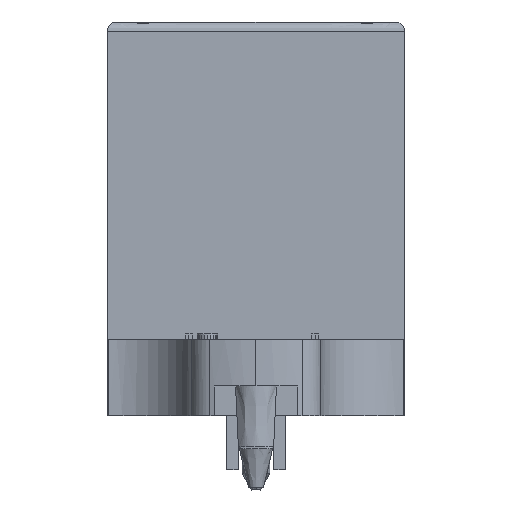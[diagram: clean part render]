
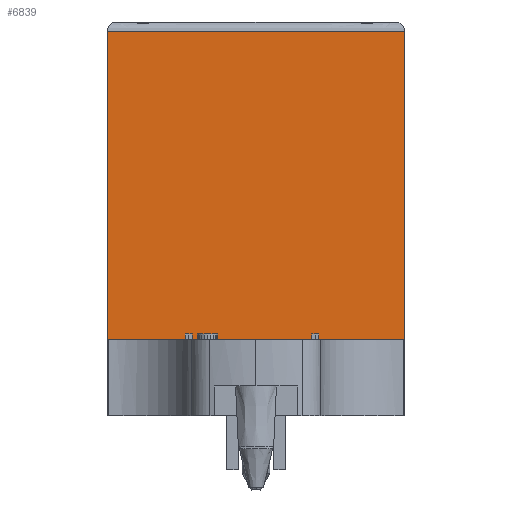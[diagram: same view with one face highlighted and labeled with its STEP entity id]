
A CAD part, left-side view. The second image highlights one B-rep face of the part: STEP entity #6839.
In plain terms, the highlighted planar face has unit normal (-1, 0, 0).
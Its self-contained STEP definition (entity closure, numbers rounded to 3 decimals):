
#198=PLANE('',#20328);
#6839=ADVANCED_FACE('',(#7396),#198,.T.);
#7396=FACE_OUTER_BOUND('',#7999,.T.);
#7999=EDGE_LOOP('',(#9378,#9379,#9380,#9381,#9382,#9383,#9384,#9385));
#9378=ORIENTED_EDGE('',*,*,#12304,.F.);
#9379=ORIENTED_EDGE('',*,*,#12307,.T.);
#9380=ORIENTED_EDGE('',*,*,#12308,.T.);
#9381=ORIENTED_EDGE('',*,*,#12309,.T.);
#9382=ORIENTED_EDGE('',*,*,#12310,.T.);
#9383=ORIENTED_EDGE('',*,*,#12306,.T.);
#9384=ORIENTED_EDGE('',*,*,#12305,.F.);
#9385=ORIENTED_EDGE('',*,*,#12311,.T.);
#12304=EDGE_CURVE('',#18157,#18156,#15402,.T.);
#12305=EDGE_CURVE('',#18158,#18159,#15403,.T.);
#12306=EDGE_CURVE('',#18160,#18159,#15404,.T.);
#12307=EDGE_CURVE('',#18157,#18161,#15405,.T.);
#12308=EDGE_CURVE('',#18161,#18162,#15406,.T.);
#12309=EDGE_CURVE('',#18162,#18163,#15407,.T.);
#12310=EDGE_CURVE('',#18163,#18160,#15408,.T.);
#12311=EDGE_CURVE('',#18158,#18156,#15409,.T.);
#15402=B_SPLINE_CURVE_WITH_KNOTS('',1,(#24765,#24766),.UNSPECIFIED.,.F.,
 .F.,(2,2),(-20.7,0.),.UNSPECIFIED.);
#15403=B_SPLINE_CURVE_WITH_KNOTS('',1,(#24767,#24768),.UNSPECIFIED.,.F.,
 .F.,(2,2),(0.,20.7),.UNSPECIFIED.);
#15404=B_SPLINE_CURVE_WITH_KNOTS('',1,(#24769,#24770),.UNSPECIFIED.,.F.,
 .F.,(2,2),(-0.042,0.),.UNSPECIFIED.);
#15405=B_SPLINE_CURVE_WITH_KNOTS('',1,(#24771,#24772),.UNSPECIFIED.,.F.,
 .F.,(2,2),(-0.042,0.),.UNSPECIFIED.);
#15406=B_SPLINE_CURVE_WITH_KNOTS('',1,(#24773,#24774),.UNSPECIFIED.,.F.,
 .F.,(2,2),(-4.1,0.),.UNSPECIFIED.);
#15407=B_SPLINE_CURVE_WITH_KNOTS('',1,(#24775,#24776),.UNSPECIFIED.,.F.,
 .F.,(2,2),(0.,15.916),.UNSPECIFIED.);
#15408=B_SPLINE_CURVE_WITH_KNOTS('',1,(#24777,#24778),.UNSPECIFIED.,.F.,
 .F.,(2,2),(0.,4.1),.UNSPECIFIED.);
#15409=B_SPLINE_CURVE_WITH_KNOTS('',1,(#24779,#24780),.UNSPECIFIED.,.F.,
 .F.,(2,2),(-16.,0.),.UNSPECIFIED.);
#18156=VERTEX_POINT('',#24757);
#18157=VERTEX_POINT('',#24758);
#18158=VERTEX_POINT('',#24759);
#18159=VERTEX_POINT('',#24760);
#18160=VERTEX_POINT('',#24761);
#18161=VERTEX_POINT('',#24762);
#18162=VERTEX_POINT('',#24763);
#18163=VERTEX_POINT('',#24764);
#20328=AXIS2_PLACEMENT_3D('',#24756,#20818,$);
#20818=DIRECTION('',(-1.,0.,0.));
#24756=CARTESIAN_POINT('',(-14.503,-9.601,-1.071));
#24757=CARTESIAN_POINT('',(-14.503,8.,21.7));
#24758=CARTESIAN_POINT('',(-14.503,8.,1.));
#24759=CARTESIAN_POINT('',(-14.503,-8.,21.7));
#24760=CARTESIAN_POINT('',(-14.503,-8.,1.));
#24761=CARTESIAN_POINT('',(-14.503,-7.958,1.));
#24762=CARTESIAN_POINT('',(-14.503,7.958,1.));
#24763=CARTESIAN_POINT('',(-14.503,7.958,5.1));
#24764=CARTESIAN_POINT('',(-14.503,-7.958,5.1));
#24765=CARTESIAN_POINT('',(-14.503,8.,1.));
#24766=CARTESIAN_POINT('',(-14.503,8.,21.7));
#24767=CARTESIAN_POINT('',(-14.503,-8.,21.7));
#24768=CARTESIAN_POINT('',(-14.503,-8.,1.));
#24769=CARTESIAN_POINT('',(-14.503,-7.958,1.));
#24770=CARTESIAN_POINT('',(-14.503,-8.,1.));
#24771=CARTESIAN_POINT('',(-14.503,8.,1.));
#24772=CARTESIAN_POINT('',(-14.503,7.958,1.));
#24773=CARTESIAN_POINT('',(-14.503,7.958,1.));
#24774=CARTESIAN_POINT('',(-14.503,7.958,5.1));
#24775=CARTESIAN_POINT('',(-14.503,7.958,5.1));
#24776=CARTESIAN_POINT('',(-14.503,-7.958,5.1));
#24777=CARTESIAN_POINT('',(-14.503,-7.958,5.1));
#24778=CARTESIAN_POINT('',(-14.503,-7.958,1.));
#24779=CARTESIAN_POINT('',(-14.503,-8.,21.7));
#24780=CARTESIAN_POINT('',(-14.503,8.,21.7));
